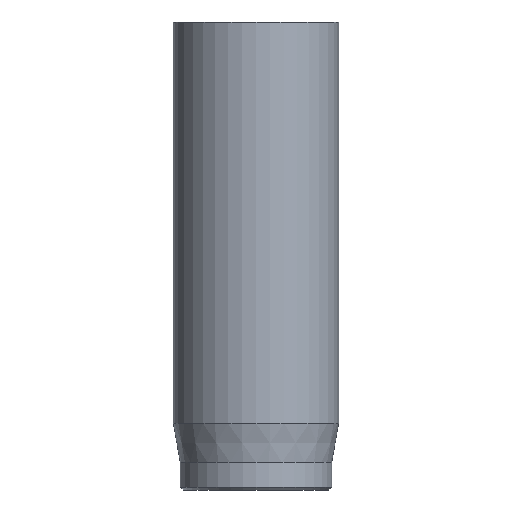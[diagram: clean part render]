
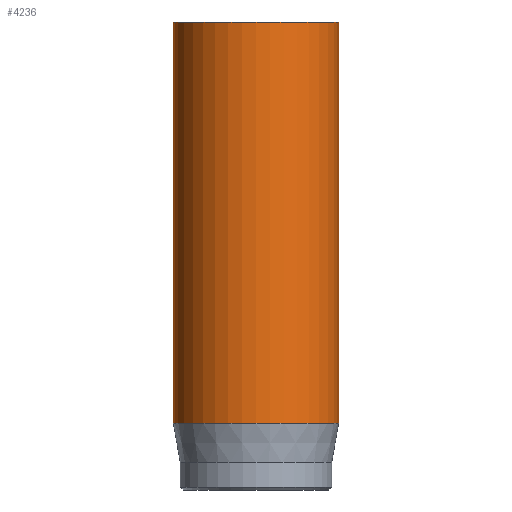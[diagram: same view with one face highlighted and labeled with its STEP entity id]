
A CAD part, front view. The second image highlights one B-rep face of the part: STEP entity #4236.
In plain terms, the highlighted cylindrical face has radius 3 mm (diameter 6 mm), a full revolution.
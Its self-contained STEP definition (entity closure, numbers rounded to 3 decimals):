
#32=CYLINDRICAL_SURFACE('',#4412,3.);
#47=CIRCLE('',#4379,3.);
#63=CIRCLE('',#4410,3.);
#64=CIRCLE('',#4411,3.);
#386=FACE_OUTER_BOUND('',#637,.T.);
#637=EDGE_LOOP('',(#3777,#3778,#3779,#3780,#3781));
#942=LINE('',#8078,#1255);
#1255=VECTOR('',#4920,3.);
#1938=VERTEX_POINT('',#8017);
#1954=VERTEX_POINT('',#8072);
#1955=VERTEX_POINT('',#8073);
#2543=EDGE_CURVE('',#1938,#1938,#47,.T.);
#2567=EDGE_CURVE('',#1954,#1955,#63,.T.);
#2568=EDGE_CURVE('',#1955,#1954,#64,.T.);
#2570=EDGE_CURVE('',#1938,#1954,#942,.T.);
#3777=ORIENTED_EDGE('',*,*,#2543,.T.);
#3778=ORIENTED_EDGE('',*,*,#2570,.T.);
#3779=ORIENTED_EDGE('',*,*,#2567,.T.);
#3780=ORIENTED_EDGE('',*,*,#2568,.T.);
#3781=ORIENTED_EDGE('',*,*,#2570,.F.);
#4236=ADVANCED_FACE('',(#386),#32,.T.);
#4379=AXIS2_PLACEMENT_3D('',#8018,#4843,#4844);
#4410=AXIS2_PLACEMENT_3D('',#8074,#4913,#4914);
#4411=AXIS2_PLACEMENT_3D('',#8075,#4915,#4916);
#4412=AXIS2_PLACEMENT_3D('',#8077,#4918,#4919);
#4843=DIRECTION('center_axis',(0.,0.,-1.));
#4844=DIRECTION('ref_axis',(-1.,0.,0.));
#4913=DIRECTION('center_axis',(0.,0.,1.));
#4914=DIRECTION('ref_axis',(-1.,0.,0.));
#4915=DIRECTION('center_axis',(0.,0.,1.));
#4916=DIRECTION('ref_axis',(-1.,0.,0.));
#4918=DIRECTION('center_axis',(0.,0.,1.));
#4919=DIRECTION('ref_axis',(-1.,0.,0.));
#4920=DIRECTION('',(0.,0.,-1.));
#8017=CARTESIAN_POINT('',(3.,0.,17.));
#8018=CARTESIAN_POINT('Origin',(0.,0.,17.));
#8072=CARTESIAN_POINT('',(3.,0.,2.418));
#8073=CARTESIAN_POINT('',(-3.,0.,2.418));
#8074=CARTESIAN_POINT('Origin',(0.,0.,2.418));
#8075=CARTESIAN_POINT('Origin',(0.,0.,2.418));
#8077=CARTESIAN_POINT('Origin',(0.,0.,0.));
#8078=CARTESIAN_POINT('',(3.,0.,0.));
